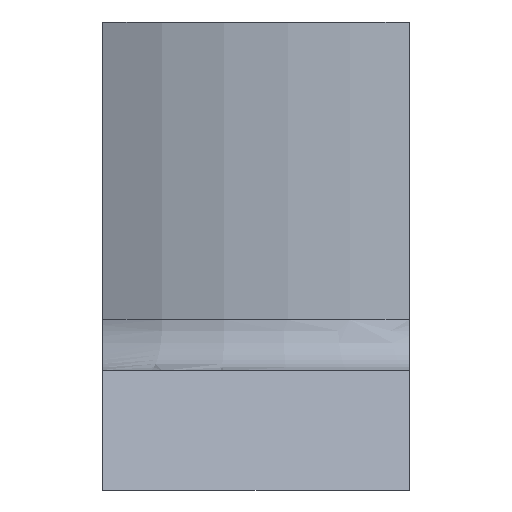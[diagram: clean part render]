
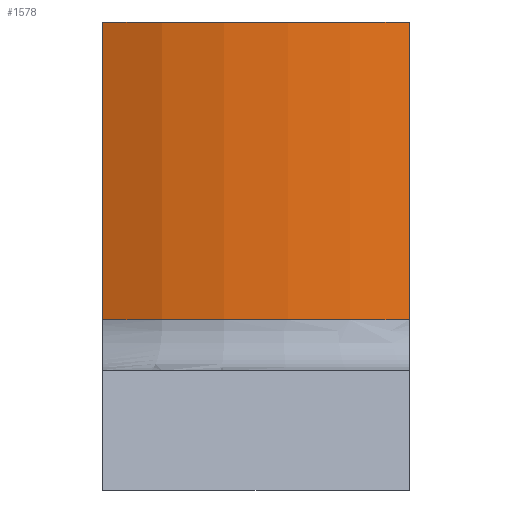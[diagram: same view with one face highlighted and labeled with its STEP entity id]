
A CAD part, front view. The second image highlights one B-rep face of the part: STEP entity #1578.
In plain terms, the highlighted cylindrical face has radius 43 mm (diameter 86 mm), a partial arc.
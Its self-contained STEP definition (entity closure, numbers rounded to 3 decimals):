
#1010=CARTESIAN_POINT('Vertex',(-18.,-39.051,55.)) ;
#1013=CARTESIAN_POINT('Axis2P3D Location',(0.,0.,55.)) ;
#1017=CARTESIAN_POINT('Vertex',(18.,-39.051,55.)) ;
#1457=CARTESIAN_POINT('Vertex',(18.,-39.051,20.)) ;
#1472=CARTESIAN_POINT('Line Origine',(18.,-39.051,37.5)) ;
#1504=CARTESIAN_POINT('Line Origine',(-18.,-39.051,37.5)) ;
#1508=CARTESIAN_POINT('Vertex',(-18.,-39.051,20.)) ;
#1562=CARTESIAN_POINT('Axis2P3D Location',(0.,0.,34.5)) ;
#1567=CARTESIAN_POINT('Axis2P3D Location',(0.,0.,20.)) ;
#1014=DIRECTION('Axis2P3D Direction',(0.,0.,1.)) ;
#1473=DIRECTION('Vector Direction',(0.,0.,1.)) ;
#1505=DIRECTION('Vector Direction',(0.,0.,1.)) ;
#1563=DIRECTION('Axis2P3D Direction',(-0.,0.,1.)) ;
#1564=DIRECTION('Axis2P3D XDirection',(-0.419,-0.908,0.)) ;
#1568=DIRECTION('Axis2P3D Direction',(-0.,0.,1.)) ;
#1015=AXIS2_PLACEMENT_3D('Circle Axis2P3D',#1013,#1014,$) ;
#1565=AXIS2_PLACEMENT_3D('Cylinder Axis2P3D',#1562,#1563,#1564) ;
#1569=AXIS2_PLACEMENT_3D('Circle Axis2P3D',#1567,#1568,$) ;
#1573=ORIENTED_EDGE('',*,*,#1476,.T.) ;
#1574=ORIENTED_EDGE('',*,*,#1019,.F.) ;
#1575=ORIENTED_EDGE('',*,*,#1510,.F.) ;
#1576=ORIENTED_EDGE('',*,*,#1571,.F.) ;
#1474=VECTOR('Line Direction',#1473,1.) ;
#1506=VECTOR('Line Direction',#1505,1.) ;
#1578=ADVANCED_FACE('Body',(#1577),#1566,.T.) ;
#1016=CIRCLE('generated circle',#1015,43.) ;
#1570=CIRCLE('generated circle',#1569,43.) ;
#1566=CYLINDRICAL_SURFACE('generated cylinder',#1565,43.) ;
#1019=EDGE_CURVE('',#1011,#1018,#1016,.T.) ;
#1476=EDGE_CURVE('',#1458,#1018,#1475,.T.) ;
#1510=EDGE_CURVE('',#1509,#1011,#1507,.T.) ;
#1571=EDGE_CURVE('',#1458,#1509,#1570,.F.) ;
#1572=EDGE_LOOP('',(#1573,#1574,#1575,#1576)) ;
#1577=FACE_OUTER_BOUND('',#1572,.T.) ;
#1475=LINE('Line',#1472,#1474) ;
#1507=LINE('Line',#1504,#1506) ;
#1011=VERTEX_POINT('',#1010) ;
#1018=VERTEX_POINT('',#1017) ;
#1458=VERTEX_POINT('',#1457) ;
#1509=VERTEX_POINT('',#1508) ;
